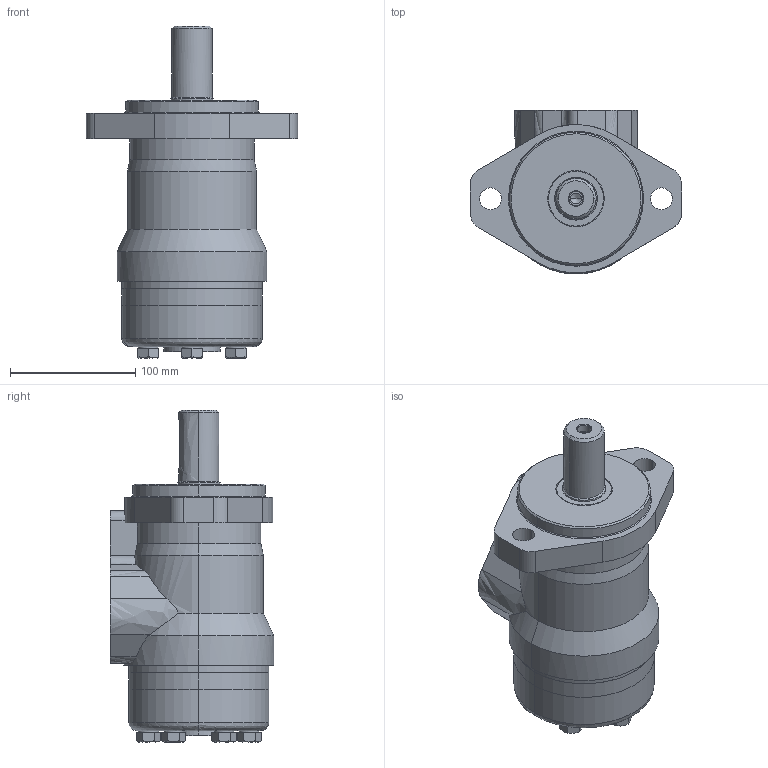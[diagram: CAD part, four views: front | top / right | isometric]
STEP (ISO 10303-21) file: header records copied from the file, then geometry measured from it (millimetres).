
FILE_DESCRIPTION(('FreeCAD Model'),'2;1');
FILE_NAME('Open CASCADE Shape Model','2025-05-05T03:26:15',('FreeCAD'),( 'FreeCAD'),'Open CASCADE STEP processor 7.6','FreeCAD','Unknown');
FILE_SCHEMA(('AUTOMOTIVE_DESIGN { 1 0 10303 214 1 1 1 1 }'));
Length unit declared in the file: millimetre
Products named in the file (1): Open CASCADE STEP translator 7.6 1
Bounding box: 168.48 x 130.5 x 264.94 mm (x, y, z)
Volume: 2105082.5 mm3; surface area: 173263.5 mm2
Topology: 9 solids, 9 shells, 211 faces, 501 edges, 315 vertices
Faces by surface type: bspline 211
Entity records: 7296 total; most frequent: CARTESIAN_POINT 4409, ORIENTED_EDGE 974, EDGE_CURVE 487, VERTEX_POINT 315, B_SPLINE_CURVE_WITH_KNOTS 307, FACE_BOUND 236, EDGE_LOOP 236, ADVANCED_FACE 211
